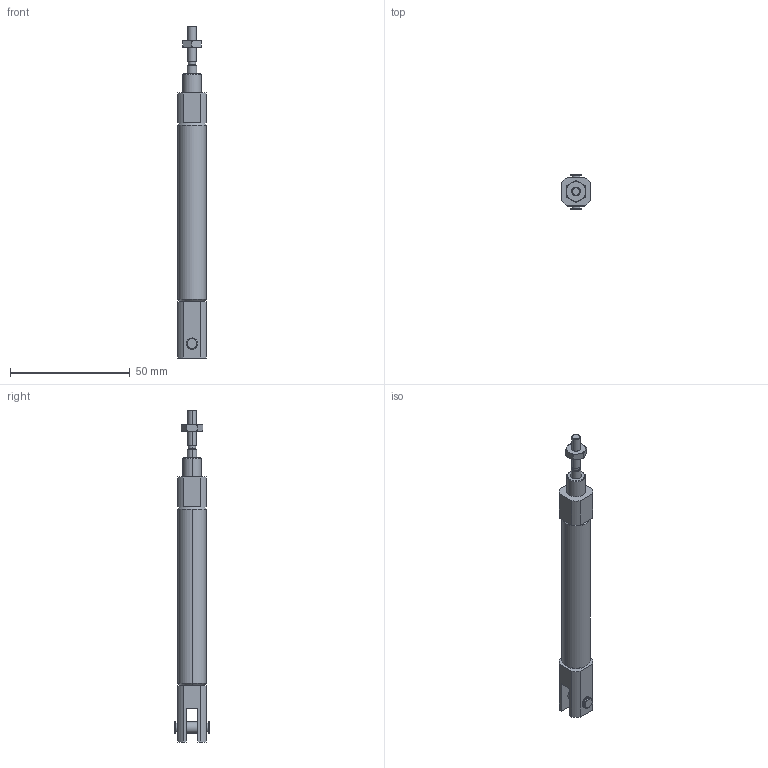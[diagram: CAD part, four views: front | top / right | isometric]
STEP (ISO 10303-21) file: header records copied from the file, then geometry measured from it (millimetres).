
FILE_DESCRIPTION (( 'STEP AP203' ), '1' );
FILE_NAME ('NCNCJ2D0922813583800.step', '2006-09-22T12:14:09', ( 'SysAdmin' ), ( 'SolidWorks' ), 'SwSTEP 2.0', 'SolidWorks 2007', '' );
FILE_SCHEMA (( 'CONFIG_CONTROL_DESIGN' ));
Length unit declared in the file: millimetre
Products named in the file (4): NCNCJ2D0922813583800; NCJ2D10-200.step_NCJ2-Rod_10; NCJ2D10-200.step_NCJ2-Body_10D; NCJ2D10-200.step_NCJ2-Nut_10R
Assembly tree (3 placements, depth 2):
  NCNCJ2D0922813583800
    NCJ2D10-200.step_NCJ2-Nut_10R
    NCJ2D10-200.step_NCJ2-Rod_10
    NCJ2D10-200.step_NCJ2-Body_10D
Bounding box: 12 x 14.99 x 138.8 mm (x, y, z)
Volume: 9675.3 mm3; surface area: 9367.4 mm2
Topology: 3 solids, 3 shells, 122 faces, 278 edges, 176 vertices
Faces by surface type: cylinder 45, plane 41, cone 24, torus 12
Entity records: 4092 total; most frequent: CARTESIAN_POINT 862, DIRECTION 630, ORIENTED_EDGE 556, EDGE_CURVE 278, AXIS2_PLACEMENT_3D 252, VERTEX_POINT 176, EDGE_LOOP 142, VECTOR 126
